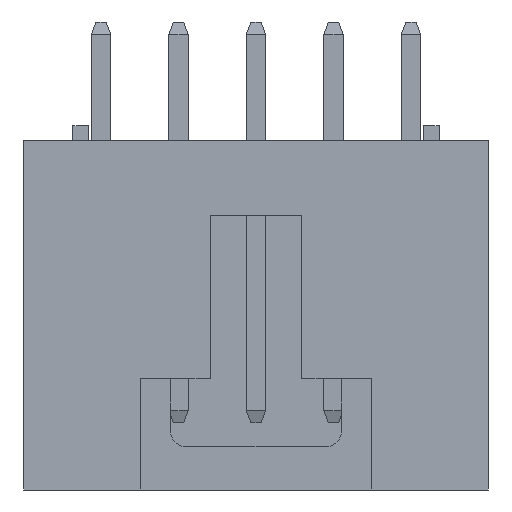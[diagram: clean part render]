
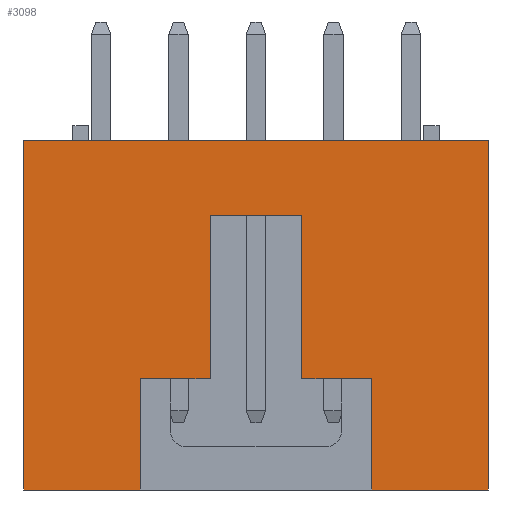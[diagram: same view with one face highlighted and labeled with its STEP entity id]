
A CAD part, front view. The second image highlights one B-rep face of the part: STEP entity #3098.
In plain terms, the highlighted planar face has unit normal (0, -1, 0).
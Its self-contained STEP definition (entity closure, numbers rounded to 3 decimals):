
#98=DIRECTION('',(1.,0.,0.));
#99=VECTOR('',#98,3.82);
#100=CARTESIAN_POINT('',(-7.62,-2.5,0.));
#101=LINE('',#100,#99);
#114=DIRECTION('',(1.,0.,0.));
#115=VECTOR('',#114,3.82);
#116=CARTESIAN_POINT('',(3.8,-2.5,0.));
#117=LINE('',#116,#115);
#299=DIRECTION('',(1.,0.,0.));
#300=VECTOR('',#299,15.24);
#301=CARTESIAN_POINT('',(-7.62,-2.5,11.44));
#302=LINE('',#301,#300);
#746=DIRECTION('',(0.,0.,1.));
#747=VECTOR('',#746,11.44);
#748=CARTESIAN_POINT('',(7.62,-2.5,0.));
#749=LINE('',#748,#747);
#750=DIRECTION('',(1.,0.,0.));
#751=VECTOR('',#750,1.);
#752=CARTESIAN_POINT('',(-3.8,-2.5,3.65));
#753=LINE('',#752,#751);
#754=DIRECTION('',(0.,0.,1.));
#755=VECTOR('',#754,3.65);
#756=CARTESIAN_POINT('',(-3.8,-2.5,0.));
#757=LINE('',#756,#755);
#758=DIRECTION('',(0.,0.,1.));
#759=VECTOR('',#758,11.44);
#760=CARTESIAN_POINT('',(-7.62,-2.5,0.));
#761=LINE('',#760,#759);
#762=DIRECTION('',(0.,0.,1.));
#763=VECTOR('',#762,3.65);
#764=CARTESIAN_POINT('',(3.8,-2.5,0.));
#765=LINE('',#764,#763);
#766=DIRECTION('',(1.,0.,0.));
#767=VECTOR('',#766,1.);
#768=CARTESIAN_POINT('',(2.8,-2.5,3.65));
#769=LINE('',#768,#767);
#770=DIRECTION('',(1.,0.,0.));
#771=VECTOR('',#770,1.3);
#772=CARTESIAN_POINT('',(1.5,-2.5,3.65));
#773=LINE('',#772,#771);
#774=DIRECTION('',(0.,0.,1.));
#775=VECTOR('',#774,5.35);
#776=CARTESIAN_POINT('',(1.5,-2.5,3.65));
#777=LINE('',#776,#775);
#778=DIRECTION('',(1.,0.,0.));
#779=VECTOR('',#778,3.);
#780=CARTESIAN_POINT('',(-1.5,-2.5,9.));
#781=LINE('',#780,#779);
#782=DIRECTION('',(0.,0.,1.));
#783=VECTOR('',#782,5.35);
#784=CARTESIAN_POINT('',(-1.5,-2.5,3.65));
#785=LINE('',#784,#783);
#786=DIRECTION('',(1.,0.,0.));
#787=VECTOR('',#786,1.3);
#788=CARTESIAN_POINT('',(-2.8,-2.5,3.65));
#789=LINE('',#788,#787);
#1495=CARTESIAN_POINT('',(-7.62,-2.5,0.));
#1497=VERTEX_POINT('',#1495);
#1498=CARTESIAN_POINT('',(7.62,-2.5,0.));
#1500=VERTEX_POINT('',#1498);
#1503=CARTESIAN_POINT('',(-7.62,-2.5,11.44));
#1505=VERTEX_POINT('',#1503);
#1506=CARTESIAN_POINT('',(7.62,-2.5,11.44));
#1507=VERTEX_POINT('',#1506);
#1570=CARTESIAN_POINT('',(-1.5,-2.5,9.));
#1571=CARTESIAN_POINT('',(1.5,-2.5,9.));
#1572=VERTEX_POINT('',#1570);
#1573=VERTEX_POINT('',#1571);
#1594=CARTESIAN_POINT('',(1.5,-2.5,3.65));
#1595=VERTEX_POINT('',#1594);
#1596=CARTESIAN_POINT('',(-1.5,-2.5,3.65));
#1598=VERTEX_POINT('',#1596);
#1610=CARTESIAN_POINT('',(-3.8,-2.5,3.65));
#1611=CARTESIAN_POINT('',(-2.8,-2.5,3.65));
#1612=VERTEX_POINT('',#1610);
#1613=VERTEX_POINT('',#1611);
#1614=CARTESIAN_POINT('',(3.8,-2.5,0.));
#1615=CARTESIAN_POINT('',(3.8,-2.5,3.65));
#1616=VERTEX_POINT('',#1614);
#1617=VERTEX_POINT('',#1615);
#1618=CARTESIAN_POINT('',(2.8,-2.5,3.65));
#1619=VERTEX_POINT('',#1618);
#1620=CARTESIAN_POINT('',(-3.8,-2.5,0.));
#1621=VERTEX_POINT('',#1620);
#3067=CARTESIAN_POINT('',(-7.62,-2.5,0.));
#3068=DIRECTION('',(0.,-1.,0.));
#3069=DIRECTION('',(1.,0.,0.));
#3070=AXIS2_PLACEMENT_3D('',#3067,#3068,#3069);
#3071=PLANE('',#3070);
#3073=ORIENTED_EDGE('',*,*,#3072,.F.);
#3075=ORIENTED_EDGE('',*,*,#3074,.F.);
#3076=ORIENTED_EDGE('',*,*,#2017,.F.);
#3078=ORIENTED_EDGE('',*,*,#3077,.T.);
#3079=ORIENTED_EDGE('',*,*,#2148,.T.);
#3080=ORIENTED_EDGE('',*,*,#3060,.F.);
#3081=ORIENTED_EDGE('',*,*,#2025,.F.);
#3083=ORIENTED_EDGE('',*,*,#3082,.T.);
#3085=ORIENTED_EDGE('',*,*,#3084,.F.);
#3087=ORIENTED_EDGE('',*,*,#3086,.F.);
#3089=ORIENTED_EDGE('',*,*,#3088,.T.);
#3091=ORIENTED_EDGE('',*,*,#3090,.F.);
#3093=ORIENTED_EDGE('',*,*,#3092,.F.);
#3095=ORIENTED_EDGE('',*,*,#3094,.F.);
#3096=EDGE_LOOP('',(#3073,#3075,#3076,#3078,#3079,#3080,#3081,#3083,#3085,#3087,
#3089,#3091,#3093,#3095));
#3097=FACE_OUTER_BOUND('',#3096,.F.);
#2017=EDGE_CURVE('',#1497,#1621,#101,.T.);
#2025=EDGE_CURVE('',#1616,#1500,#117,.T.);
#2148=EDGE_CURVE('',#1505,#1507,#302,.T.);
#3060=EDGE_CURVE('',#1500,#1507,#749,.T.);
#3072=EDGE_CURVE('',#1612,#1613,#753,.T.);
#3074=EDGE_CURVE('',#1621,#1612,#757,.T.);
#3077=EDGE_CURVE('',#1497,#1505,#761,.T.);
#3082=EDGE_CURVE('',#1616,#1617,#765,.T.);
#3084=EDGE_CURVE('',#1619,#1617,#769,.T.);
#3086=EDGE_CURVE('',#1595,#1619,#773,.T.);
#3088=EDGE_CURVE('',#1595,#1573,#777,.T.);
#3090=EDGE_CURVE('',#1572,#1573,#781,.T.);
#3092=EDGE_CURVE('',#1598,#1572,#785,.T.);
#3094=EDGE_CURVE('',#1613,#1598,#789,.T.);
#3098=ADVANCED_FACE('',(#3097),#3071,.T.);
